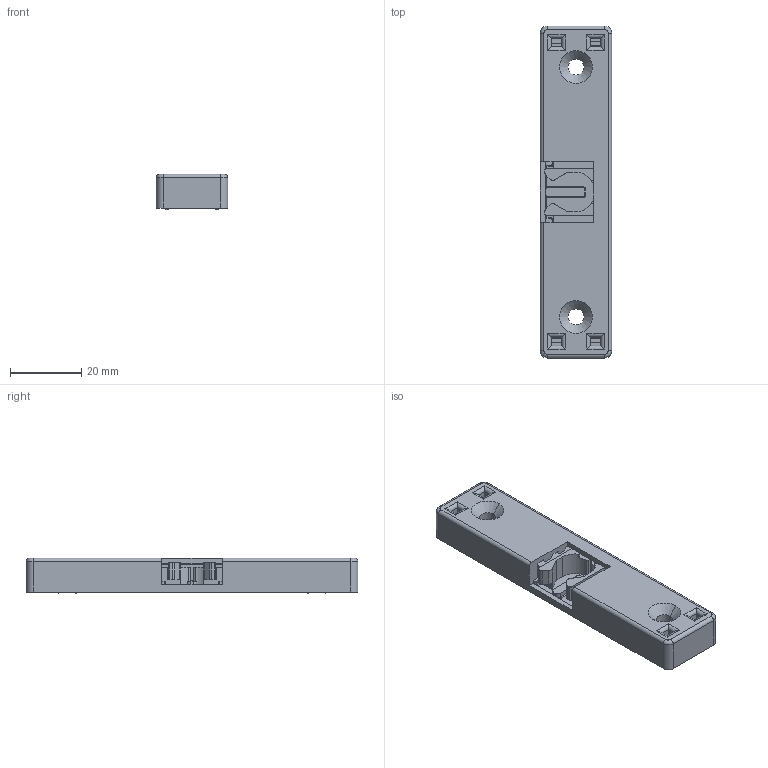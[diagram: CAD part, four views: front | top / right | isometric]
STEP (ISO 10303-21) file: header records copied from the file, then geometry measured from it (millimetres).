
FILE_DESCRIPTION (( 'STEP AP203' ), '1' );
FILE_NAME ('405530100_c_1.STEP', '2022-10-19T15:55:02', ( '' ), ( '' ), 'SwSTEP 2.0', 'SolidWorks 2014', '' );
FILE_SCHEMA (( 'CONFIG_CONTROL_DESIGN' ));
Length unit declared in the file: millimetre
Products named in the file (1): 405530100_c_1
Bounding box: 20 x 93 x 10 mm (x, y, z)
Volume: 13114.1 mm3; surface area: 10729.5 mm2
Topology: 1 solids, 1 shells, 470 faces, 1303 edges, 812 vertices
Faces by surface type: cylinder 198, plane 197, cone 37, bspline 26, torus 12
Entity records: 15621 total; most frequent: CARTESIAN_POINT 3833, ORIENTED_EDGE 2562, DIRECTION 2367, EDGE_CURVE 1281, VERTEX_POINT 812, LINE 803, VECTOR 803, AXIS2_PLACEMENT_3D 782
